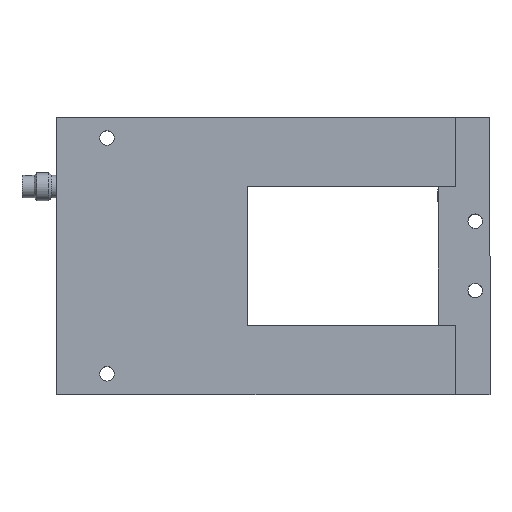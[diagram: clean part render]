
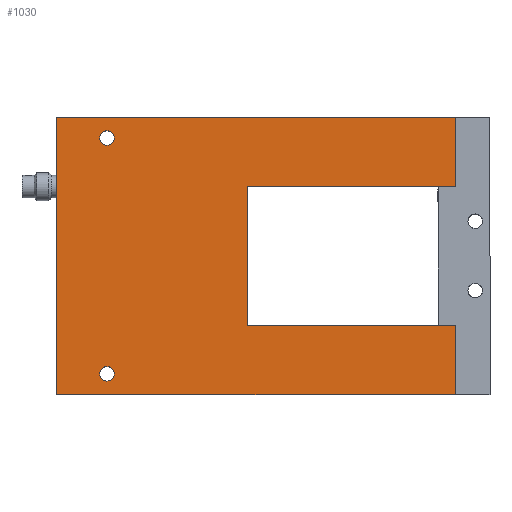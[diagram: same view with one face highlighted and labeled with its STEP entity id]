
A CAD part, top view. The second image highlights one B-rep face of the part: STEP entity #1030.
In plain terms, the highlighted planar face has unit normal (0, 0, 1).
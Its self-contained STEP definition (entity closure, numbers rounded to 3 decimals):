
#63=LINE($,#1624,#111);
#67=LINE($,#1632,#115);
#70=LINE($,#1638,#118);
#73=LINE($,#1644,#121);
#76=LINE($,#1650,#124);
#79=LINE($,#1656,#127);
#82=LINE($,#1662,#130);
#85=LINE($,#1667,#133);
#111=VECTOR($,#1304,80.);
#115=VECTOR($,#1310,115.);
#118=VECTOR($,#1315,20.);
#121=VECTOR($,#1320,60.);
#124=VECTOR($,#1325,40.);
#127=VECTOR($,#1330,60.);
#130=VECTOR($,#1335,20.);
#133=VECTOR($,#1340,115.);
#173=PLANE($,#1132);
#213=FACE_BOUND($,#414,.T.);
#214=FACE_BOUND($,#415,.T.);
#322=FACE_OUTER_BOUND($,#413,.T.);
#413=EDGE_LOOP($,(#851,#852,#853,#854,#855,#856,#857,#858));
#414=EDGE_LOOP($,(#859));
#415=EDGE_LOOP($,(#860));
#529=CIRCLE($,#1119,2.1);
#531=CIRCLE($,#1122,2.1);
#586=VERTEX_POINT($,#1614);
#588=VERTEX_POINT($,#1619);
#589=VERTEX_POINT($,#1622);
#590=VERTEX_POINT($,#1623);
#593=VERTEX_POINT($,#1631);
#595=VERTEX_POINT($,#1637);
#597=VERTEX_POINT($,#1643);
#599=VERTEX_POINT($,#1649);
#601=VERTEX_POINT($,#1655);
#603=VERTEX_POINT($,#1661);
#681=EDGE_CURVE($,#586,#586,#529,.T.);
#683=EDGE_CURVE($,#588,#588,#531,.T.);
#684=EDGE_CURVE($,#589,#590,#63,.T.);
#688=EDGE_CURVE($,#590,#593,#67,.T.);
#691=EDGE_CURVE($,#593,#595,#70,.T.);
#694=EDGE_CURVE($,#595,#597,#73,.T.);
#697=EDGE_CURVE($,#597,#599,#76,.T.);
#700=EDGE_CURVE($,#599,#601,#79,.T.);
#703=EDGE_CURVE($,#601,#603,#82,.T.);
#706=EDGE_CURVE($,#603,#589,#85,.T.);
#851=ORIENTED_EDGE($,*,*,#684,.F.);
#852=ORIENTED_EDGE($,*,*,#706,.F.);
#853=ORIENTED_EDGE($,*,*,#703,.F.);
#854=ORIENTED_EDGE($,*,*,#700,.F.);
#855=ORIENTED_EDGE($,*,*,#697,.F.);
#856=ORIENTED_EDGE($,*,*,#694,.F.);
#857=ORIENTED_EDGE($,*,*,#691,.F.);
#858=ORIENTED_EDGE($,*,*,#688,.F.);
#859=ORIENTED_EDGE($,*,*,#681,.T.);
#860=ORIENTED_EDGE($,*,*,#683,.T.);
#1030=ADVANCED_FACE($,(#322,#213,#214),#173,.T.);
#1119=AXIS2_PLACEMENT_3D($,#1615,#1294,#1295);
#1122=AXIS2_PLACEMENT_3D($,#1620,#1300,#1301);
#1132=AXIS2_PLACEMENT_3D($,#1670,#1344,#1345);
#1294=DIRECTION('center_axis',(0.,0.,-1.));
#1295=DIRECTION('ref_axis',(1.,0.,0.));
#1300=DIRECTION('center_axis',(0.,0.,-1.));
#1301=DIRECTION('ref_axis',(1.,0.,0.));
#1304=DIRECTION($,(0.,1.,0.));
#1310=DIRECTION($,(1.,0.,0.));
#1315=DIRECTION($,(0.,-1.,0.));
#1320=DIRECTION($,(-1.,0.,0.));
#1325=DIRECTION($,(0.,-1.,0.));
#1330=DIRECTION($,(1.,0.,0.));
#1335=DIRECTION($,(0.,-1.,0.));
#1340=DIRECTION($,(-1.,0.,0.));
#1344=DIRECTION('center_axis',(0.,0.,1.));
#1345=DIRECTION('ref_axis',(1.,0.,0.));
#1614=CARTESIAN_POINT('',(16.6,74.,20.));
#1615=CARTESIAN_POINT('Origin',(14.5,74.,20.));
#1619=CARTESIAN_POINT('',(16.6,6.,20.));
#1620=CARTESIAN_POINT('Origin',(14.5,6.,20.));
#1622=CARTESIAN_POINT('',(0.,0.,20.));
#1623=CARTESIAN_POINT('',(0.,80.,20.));
#1624=CARTESIAN_POINT($,(0.,0.,20.));
#1631=CARTESIAN_POINT('',(115.,80.,20.));
#1632=CARTESIAN_POINT($,(0.,80.,20.));
#1637=CARTESIAN_POINT('',(115.,60.,20.));
#1638=CARTESIAN_POINT($,(115.,80.,20.));
#1643=CARTESIAN_POINT('',(55.,60.,20.));
#1644=CARTESIAN_POINT($,(115.,60.,20.));
#1649=CARTESIAN_POINT('',(55.,20.,20.));
#1650=CARTESIAN_POINT($,(55.,60.,20.));
#1655=CARTESIAN_POINT('',(115.,20.,20.));
#1656=CARTESIAN_POINT($,(55.,20.,20.));
#1661=CARTESIAN_POINT('',(115.,0.,20.));
#1662=CARTESIAN_POINT($,(115.,20.,20.));
#1667=CARTESIAN_POINT($,(115.,0.,20.));
#1670=CARTESIAN_POINT('Origin',(59.265,40.,20.));
